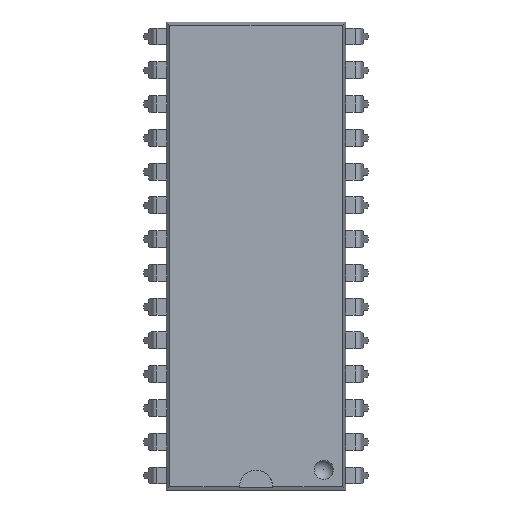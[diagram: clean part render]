
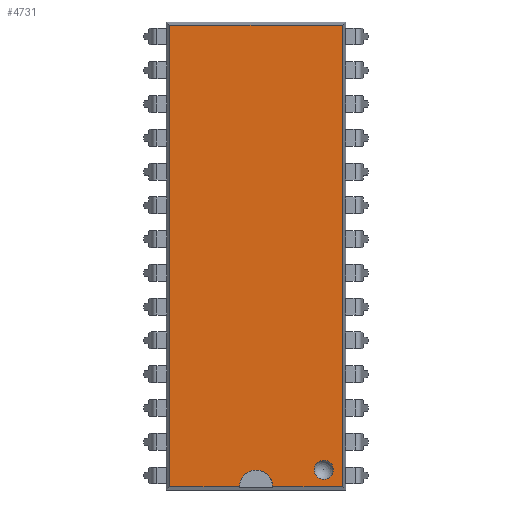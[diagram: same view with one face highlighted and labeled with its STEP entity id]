
A CAD part, top view. The second image highlights one B-rep face of the part: STEP entity #4731.
In plain terms, the highlighted planar face has unit normal (0, 0, 1).
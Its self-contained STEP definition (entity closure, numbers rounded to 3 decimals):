
#44 = B_SPLINE_SURFACE_WITH_KNOTS('',1,1,(
    (#45,#46)
    ,(#47,#48)),.UNSPECIFIED.,.F.,.F.,.F.,(2,2),(2,2),(0.,13.5),(0.,1.),
  .PIECEWISE_BEZIER_KNOTS.);
#45 = CARTESIAN_POINT('',(-6.75,17.6,0.));
#46 = CARTESIAN_POINT('',(-6.5,17.35,1.6));
#47 = CARTESIAN_POINT('',(6.75,17.6,0.));
#48 = CARTESIAN_POINT('',(6.5,17.35,1.6));
#139 = VERTEX_POINT('',#140);
#140 = CARTESIAN_POINT('',(6.5,17.35,1.6));
#153 = B_SPLINE_SURFACE_WITH_KNOTS('',1,1,(
    (#154,#155)
    ,(#156,#157
    )),.UNSPECIFIED.,.F.,.F.,.F.,(2,2),(2,2),(0.,35.2),(0.,1.),
  .PIECEWISE_BEZIER_KNOTS.);
#154 = CARTESIAN_POINT('',(6.75,17.6,0.));
#155 = CARTESIAN_POINT('',(6.5,17.35,1.6));
#156 = CARTESIAN_POINT('',(6.75,-17.6,0.));
#157 = CARTESIAN_POINT('',(6.5,-17.35,1.6));
#165 = EDGE_CURVE('',#166,#139,#168,.T.);
#166 = VERTEX_POINT('',#167);
#167 = CARTESIAN_POINT('',(-6.5,17.35,1.6));
#168 = SURFACE_CURVE('',#169,(#173,#179),.PCURVE_S1.);
#169 = LINE('',#170,#171);
#170 = CARTESIAN_POINT('',(-6.5,17.35,1.6));
#171 = VECTOR('',#172,1.);
#172 = DIRECTION('',(1.,0.,0.));
#173 = PCURVE('',#44,#174);
#174 = DEFINITIONAL_REPRESENTATION('',(#175),#178);
#175 = B_SPLINE_CURVE_WITH_KNOTS('',1,(#176,#177),.UNSPECIFIED.,.F.,.F.,
  (2,2),(0.,13.),.PIECEWISE_BEZIER_KNOTS.);
#176 = CARTESIAN_POINT('',(0.,1.));
#177 = CARTESIAN_POINT('',(13.5,1.));
#178 = ( GEOMETRIC_REPRESENTATION_CONTEXT(2) 
PARAMETRIC_REPRESENTATION_CONTEXT() REPRESENTATION_CONTEXT('2D SPACE',''
  ) );
#179 = PCURVE('',#180,#185);
#180 = PLANE('',#181);
#181 = AXIS2_PLACEMENT_3D('',#182,#183,#184);
#182 = CARTESIAN_POINT('',(-6.5,17.35,1.6));
#183 = DIRECTION('',(0.,0.,1.));
#184 = DIRECTION('',(0.351,-0.936,0.));
#185 = DEFINITIONAL_REPRESENTATION('',(#186),#190);
#186 = LINE('',#187,#188);
#187 = CARTESIAN_POINT('',(0.,0.));
#188 = VECTOR('',#189,1.);
#189 = DIRECTION('',(0.351,0.936));
#190 = ( GEOMETRIC_REPRESENTATION_CONTEXT(2) 
PARAMETRIC_REPRESENTATION_CONTEXT() REPRESENTATION_CONTEXT('2D SPACE',''
  ) );
#205 = B_SPLINE_SURFACE_WITH_KNOTS('',1,1,(
    (#206,#207)
    ,(#208,#209
    )),.UNSPECIFIED.,.F.,.F.,.F.,(2,2),(2,2),(0.,35.2),(0.,1.),
  .PIECEWISE_BEZIER_KNOTS.);
#206 = CARTESIAN_POINT('',(-6.75,-17.6,0.));
#207 = CARTESIAN_POINT('',(-6.5,-17.35,1.6));
#208 = CARTESIAN_POINT('',(-6.75,17.6,0.));
#209 = CARTESIAN_POINT('',(-6.5,17.35,1.6));
#3561 = VERTEX_POINT('',#3562);
#3562 = CARTESIAN_POINT('',(6.5,-17.35,1.6));
#3575 = B_SPLINE_SURFACE_WITH_KNOTS('',1,1,(
    (#3576,#3577)
    ,(#3578,#3579
    )),.UNSPECIFIED.,.F.,.F.,.F.,(2,2),(2,2),(0.,13.5),(0.,1.),
  .PIECEWISE_BEZIER_KNOTS.);
#3576 = CARTESIAN_POINT('',(6.75,-17.6,0.));
#3577 = CARTESIAN_POINT('',(6.5,-17.35,1.6));
#3578 = CARTESIAN_POINT('',(-6.75,-17.6,0.));
#3579 = CARTESIAN_POINT('',(-6.5,-17.35,1.6));
#3587 = EDGE_CURVE('',#139,#3561,#3588,.T.);
#3588 = SURFACE_CURVE('',#3589,(#3593,#3599),.PCURVE_S1.);
#3589 = LINE('',#3590,#3591);
#3590 = CARTESIAN_POINT('',(6.5,17.35,1.6));
#3591 = VECTOR('',#3592,1.);
#3592 = DIRECTION('',(0.,-1.,0.));
#3593 = PCURVE('',#153,#3594);
#3594 = DEFINITIONAL_REPRESENTATION('',(#3595),#3598);
#3595 = B_SPLINE_CURVE_WITH_KNOTS('',1,(#3596,#3597),.UNSPECIFIED.,.F.,
  .F.,(2,2),(0.,34.7),.PIECEWISE_BEZIER_KNOTS.);
#3596 = CARTESIAN_POINT('',(0.,1.));
#3597 = CARTESIAN_POINT('',(35.2,1.));
#3598 = ( GEOMETRIC_REPRESENTATION_CONTEXT(2) 
PARAMETRIC_REPRESENTATION_CONTEXT() REPRESENTATION_CONTEXT('2D SPACE',''
  ) );
#3599 = PCURVE('',#180,#3600);
#3600 = DEFINITIONAL_REPRESENTATION('',(#3601),#3605);
#3601 = LINE('',#3602,#3603);
#3602 = CARTESIAN_POINT('',(4.561,12.174));
#3603 = VECTOR('',#3604,1.);
#3604 = DIRECTION('',(0.936,-0.351));
#3605 = ( GEOMETRIC_REPRESENTATION_CONTEXT(2) 
PARAMETRIC_REPRESENTATION_CONTEXT() REPRESENTATION_CONTEXT('2D SPACE',''
  ) );
#4731 = ADVANCED_FACE('',(#4732,#4829),#180,.T.);
#4732 = FACE_BOUND('',#4733,.T.);
#4733 = EDGE_LOOP('',(#4734,#4735,#4757,#4779,#4808,#4828));
#4734 = ORIENTED_EDGE('',*,*,#165,.F.);
#4735 = ORIENTED_EDGE('',*,*,#4736,.F.);
#4736 = EDGE_CURVE('',#4737,#166,#4739,.T.);
#4737 = VERTEX_POINT('',#4738);
#4738 = CARTESIAN_POINT('',(-6.5,-17.35,1.6));
#4739 = SURFACE_CURVE('',#4740,(#4744,#4751),.PCURVE_S1.);
#4740 = LINE('',#4741,#4742);
#4741 = CARTESIAN_POINT('',(-6.5,-17.35,1.6));
#4742 = VECTOR('',#4743,1.);
#4743 = DIRECTION('',(0.,1.,0.));
#4744 = PCURVE('',#180,#4745);
#4745 = DEFINITIONAL_REPRESENTATION('',(#4746),#4750);
#4746 = LINE('',#4747,#4748);
#4747 = CARTESIAN_POINT('',(32.494,-12.174));
#4748 = VECTOR('',#4749,1.);
#4749 = DIRECTION('',(-0.936,0.351));
#4750 = ( GEOMETRIC_REPRESENTATION_CONTEXT(2) 
PARAMETRIC_REPRESENTATION_CONTEXT() REPRESENTATION_CONTEXT('2D SPACE',''
  ) );
#4751 = PCURVE('',#205,#4752);
#4752 = DEFINITIONAL_REPRESENTATION('',(#4753),#4756);
#4753 = B_SPLINE_CURVE_WITH_KNOTS('',1,(#4754,#4755),.UNSPECIFIED.,.F.,
  .F.,(2,2),(0.,34.7),.PIECEWISE_BEZIER_KNOTS.);
#4754 = CARTESIAN_POINT('',(0.,1.));
#4755 = CARTESIAN_POINT('',(35.2,1.));
#4756 = ( GEOMETRIC_REPRESENTATION_CONTEXT(2) 
PARAMETRIC_REPRESENTATION_CONTEXT() REPRESENTATION_CONTEXT('2D SPACE',''
  ) );
#4757 = ORIENTED_EDGE('',*,*,#4758,.F.);
#4758 = EDGE_CURVE('',#4759,#4737,#4761,.T.);
#4759 = VERTEX_POINT('',#4760);
#4760 = CARTESIAN_POINT('',(-1.25,-17.35,1.6));
#4761 = SURFACE_CURVE('',#4762,(#4766,#4773),.PCURVE_S1.);
#4762 = LINE('',#4763,#4764);
#4763 = CARTESIAN_POINT('',(6.5,-17.35,1.6));
#4764 = VECTOR('',#4765,1.);
#4765 = DIRECTION('',(-1.,0.,0.));
#4766 = PCURVE('',#180,#4767);
#4767 = DEFINITIONAL_REPRESENTATION('',(#4768),#4772);
#4768 = LINE('',#4769,#4770);
#4769 = CARTESIAN_POINT('',(37.055,0.));
#4770 = VECTOR('',#4771,1.);
#4771 = DIRECTION('',(-0.351,-0.936));
#4772 = ( GEOMETRIC_REPRESENTATION_CONTEXT(2) 
PARAMETRIC_REPRESENTATION_CONTEXT() REPRESENTATION_CONTEXT('2D SPACE',''
  ) );
#4773 = PCURVE('',#3575,#4774);
#4774 = DEFINITIONAL_REPRESENTATION('',(#4775),#4778);
#4775 = B_SPLINE_CURVE_WITH_KNOTS('',1,(#4776,#4777),.UNSPECIFIED.,.F.,
  .F.,(2,2),(0.,13.),.PIECEWISE_BEZIER_KNOTS.);
#4776 = CARTESIAN_POINT('',(0.,1.));
#4777 = CARTESIAN_POINT('',(13.5,1.));
#4778 = ( GEOMETRIC_REPRESENTATION_CONTEXT(2) 
PARAMETRIC_REPRESENTATION_CONTEXT() REPRESENTATION_CONTEXT('2D SPACE',''
  ) );
#4779 = ORIENTED_EDGE('',*,*,#4780,.F.);
#4780 = EDGE_CURVE('',#4781,#4759,#4783,.T.);
#4781 = VERTEX_POINT('',#4782);
#4782 = CARTESIAN_POINT('',(1.25,-17.35,1.6));
#4783 = SURFACE_CURVE('',#4784,(#4789,#4796),.PCURVE_S1.);
#4784 = CIRCLE('',#4785,1.25);
#4785 = AXIS2_PLACEMENT_3D('',#4786,#4787,#4788);
#4786 = CARTESIAN_POINT('',(0.,-17.35,1.6));
#4787 = DIRECTION('',(-0.,0.,1.));
#4788 = DIRECTION('',(0.,-1.,0.));
#4789 = PCURVE('',#180,#4790);
#4790 = DEFINITIONAL_REPRESENTATION('',(#4791),#4795);
#4791 = CIRCLE('',#4792,1.25);
#4792 = AXIS2_PLACEMENT_2D('',#4793,#4794);
#4793 = CARTESIAN_POINT('',(34.775,-6.087));
#4794 = DIRECTION('',(0.936,-0.351));
#4795 = ( GEOMETRIC_REPRESENTATION_CONTEXT(2) 
PARAMETRIC_REPRESENTATION_CONTEXT() REPRESENTATION_CONTEXT('2D SPACE',''
  ) );
#4796 = PCURVE('',#4797,#4802);
#4797 = CYLINDRICAL_SURFACE('',#4798,1.25);
#4798 = AXIS2_PLACEMENT_3D('',#4799,#4800,#4801);
#4799 = CARTESIAN_POINT('',(0.,-17.35,1.1));
#4800 = DIRECTION('',(-0.,0.,-1.));
#4801 = DIRECTION('',(0.,-1.,0.));
#4802 = DEFINITIONAL_REPRESENTATION('',(#4803),#4807);
#4803 = LINE('',#4804,#4805);
#4804 = CARTESIAN_POINT('',(-0.,-0.5));
#4805 = VECTOR('',#4806,1.);
#4806 = DIRECTION('',(-1.,0.));
#4807 = ( GEOMETRIC_REPRESENTATION_CONTEXT(2) 
PARAMETRIC_REPRESENTATION_CONTEXT() REPRESENTATION_CONTEXT('2D SPACE',''
  ) );
#4808 = ORIENTED_EDGE('',*,*,#4809,.F.);
#4809 = EDGE_CURVE('',#3561,#4781,#4810,.T.);
#4810 = SURFACE_CURVE('',#4811,(#4815,#4822),.PCURVE_S1.);
#4811 = LINE('',#4812,#4813);
#4812 = CARTESIAN_POINT('',(6.5,-17.35,1.6));
#4813 = VECTOR('',#4814,1.);
#4814 = DIRECTION('',(-1.,0.,0.));
#4815 = PCURVE('',#180,#4816);
#4816 = DEFINITIONAL_REPRESENTATION('',(#4817),#4821);
#4817 = LINE('',#4818,#4819);
#4818 = CARTESIAN_POINT('',(37.055,0.));
#4819 = VECTOR('',#4820,1.);
#4820 = DIRECTION('',(-0.351,-0.936));
#4821 = ( GEOMETRIC_REPRESENTATION_CONTEXT(2) 
PARAMETRIC_REPRESENTATION_CONTEXT() REPRESENTATION_CONTEXT('2D SPACE',''
  ) );
#4822 = PCURVE('',#3575,#4823);
#4823 = DEFINITIONAL_REPRESENTATION('',(#4824),#4827);
#4824 = B_SPLINE_CURVE_WITH_KNOTS('',1,(#4825,#4826),.UNSPECIFIED.,.F.,
  .F.,(2,2),(0.,13.),.PIECEWISE_BEZIER_KNOTS.);
#4825 = CARTESIAN_POINT('',(0.,1.));
#4826 = CARTESIAN_POINT('',(13.5,1.));
#4827 = ( GEOMETRIC_REPRESENTATION_CONTEXT(2) 
PARAMETRIC_REPRESENTATION_CONTEXT() REPRESENTATION_CONTEXT('2D SPACE',''
  ) );
#4828 = ORIENTED_EDGE('',*,*,#3587,.F.);
#4829 = FACE_BOUND('',#4830,.T.);
#4830 = EDGE_LOOP('',(#4831));
#4831 = ORIENTED_EDGE('',*,*,#4832,.F.);
#4832 = EDGE_CURVE('',#4833,#4833,#4835,.T.);
#4833 = VERTEX_POINT('',#4834);
#4834 = CARTESIAN_POINT('',(5.82,-16.08,1.6));
#4835 = SURFACE_CURVE('',#4836,(#4841,#4848),.PCURVE_S1.);
#4836 = CIRCLE('',#4837,0.72);
#4837 = AXIS2_PLACEMENT_3D('',#4838,#4839,#4840);
#4838 = CARTESIAN_POINT('',(5.1,-16.08,1.6));
#4839 = DIRECTION('',(0.,0.,1.));
#4840 = DIRECTION('',(1.,0.,0.));
#4841 = PCURVE('',#180,#4842);
#4842 = DEFINITIONAL_REPRESENTATION('',(#4843),#4847);
#4843 = CIRCLE('',#4844,0.72);
#4844 = AXIS2_PLACEMENT_2D('',#4845,#4846);
#4845 = CARTESIAN_POINT('',(35.375,-0.865));
#4846 = DIRECTION('',(0.351,0.936));
#4847 = ( GEOMETRIC_REPRESENTATION_CONTEXT(2) 
PARAMETRIC_REPRESENTATION_CONTEXT() REPRESENTATION_CONTEXT('2D SPACE',''
  ) );
#4848 = PCURVE('',#4849,#4854);
#4849 = SPHERICAL_SURFACE('',#4850,0.78);
#4850 = AXIS2_PLACEMENT_3D('',#4851,#4852,#4853);
#4851 = CARTESIAN_POINT('',(5.1,-16.08,1.9));
#4852 = DIRECTION('',(0.,0.,1.));
#4853 = DIRECTION('',(1.,0.,0.));
#4854 = DEFINITIONAL_REPRESENTATION('',(#4855),#4859);
#4855 = LINE('',#4856,#4857);
#4856 = CARTESIAN_POINT('',(0.,-0.395));
#4857 = VECTOR('',#4858,1.);
#4858 = DIRECTION('',(1.,0.));
#4859 = ( GEOMETRIC_REPRESENTATION_CONTEXT(2) 
PARAMETRIC_REPRESENTATION_CONTEXT() REPRESENTATION_CONTEXT('2D SPACE',''
  ) );
